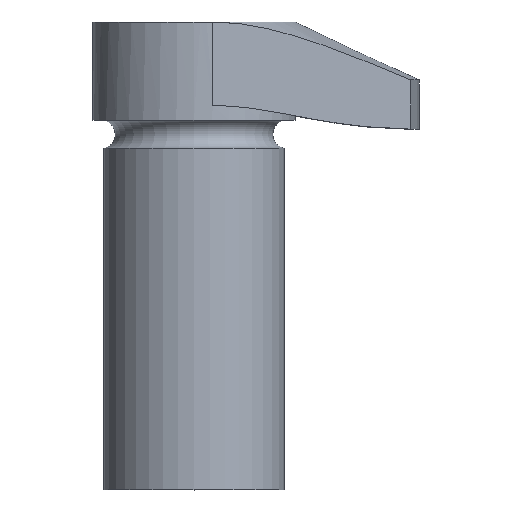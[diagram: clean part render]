
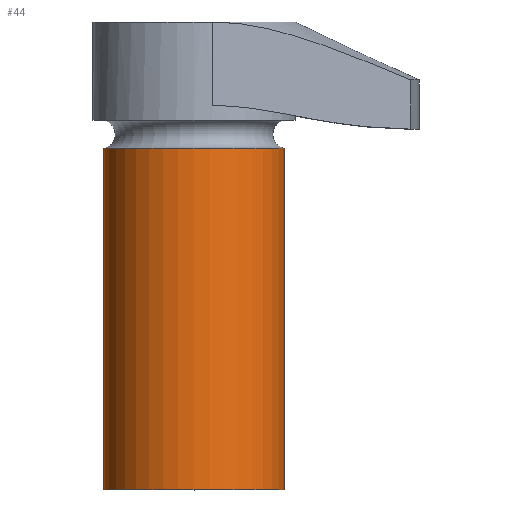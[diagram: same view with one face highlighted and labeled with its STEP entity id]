
A CAD part, top view. The second image highlights one B-rep face of the part: STEP entity #44.
In plain terms, the highlighted cylindrical face has radius 8 mm (diameter 16 mm), a full revolution.
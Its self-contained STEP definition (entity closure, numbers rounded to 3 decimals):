
#44 = ADVANCED_FACE( '', ( #93, #94 ), #95, .T. );
#93 = FACE_OUTER_BOUND( '', #173, .T. );
#94 = FACE_OUTER_BOUND( '', #174, .T. );
#95 = CYLINDRICAL_SURFACE( '', #175, 8. );
#173 = EDGE_LOOP( '', ( #234 ) );
#174 = EDGE_LOOP( '', ( #235 ) );
#175 = AXIS2_PLACEMENT_3D( '', #236, #237, #238 );
#234 = ORIENTED_EDGE( '', *, *, #311, .T. );
#235 = ORIENTED_EDGE( '', *, *, #322, .F. );
#236 = CARTESIAN_POINT( '', ( 0., 9.5, 0. ) );
#237 = DIRECTION( '', ( 0., -1., 0. ) );
#238 = DIRECTION( '', ( 0., 0., 1. ) );
#311 = EDGE_CURVE( '', #347, #347, #348, .T. );
#322 = EDGE_CURVE( '', #365, #365, #366, .T. );
#347 = VERTEX_POINT( '', #398 );
#348 = CIRCLE( '', #399, 8. );
#365 = VERTEX_POINT( '', #449 );
#366 = CIRCLE( '', #450, 8. );
#398 = CARTESIAN_POINT( '', ( 0., -32., 8. ) );
#399 = AXIS2_PLACEMENT_3D( '', #493, #494, #495 );
#449 = CARTESIAN_POINT( '', ( 0., -1.7, 8. ) );
#450 = AXIS2_PLACEMENT_3D( '', #504, #505, #506 );
#493 = CARTESIAN_POINT( '', ( 0., -32., 0. ) );
#494 = DIRECTION( '', ( 0., 1., 0. ) );
#495 = DIRECTION( '', ( 0., 0., 1. ) );
#504 = CARTESIAN_POINT( '', ( 0., -1.7, 0. ) );
#505 = DIRECTION( '', ( 0., 1., 0. ) );
#506 = DIRECTION( '', ( 0., 0., 1. ) );
